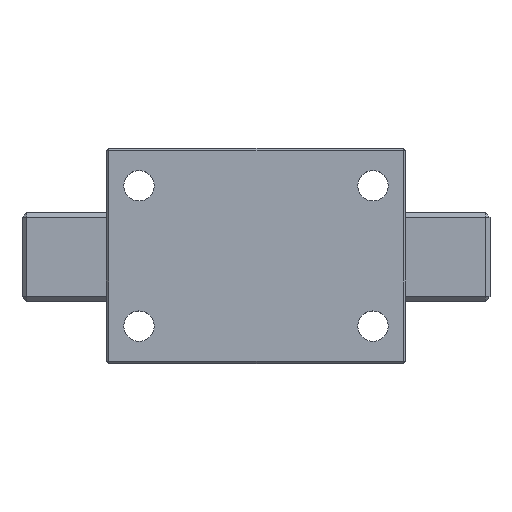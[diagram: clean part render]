
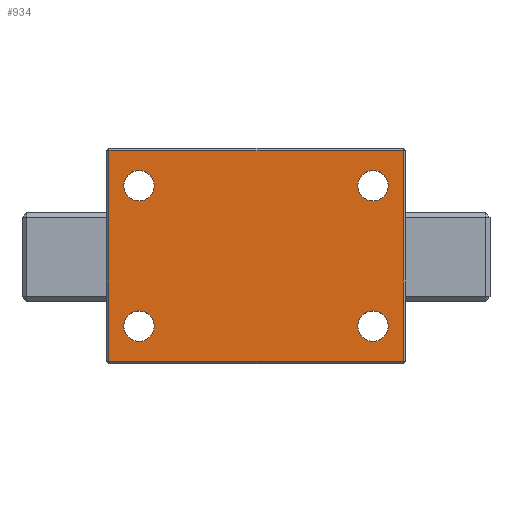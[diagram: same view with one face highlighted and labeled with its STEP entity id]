
A CAD part, top view. The second image highlights one B-rep face of the part: STEP entity #934.
In plain terms, the highlighted planar face has unit normal (0, 0, 1).
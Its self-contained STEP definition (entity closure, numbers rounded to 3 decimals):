
#88 = AXIS2_PLACEMENT_3D ( 'NONE', #10455, #5295, #109 ) ;
#109 = DIRECTION ( 'NONE',  ( 1., 0., 0. ) ) ;
#421 = EDGE_CURVE ( 'NONE', #10250, #6016, #4739, .T. ) ;
#492 = ORIENTED_EDGE ( 'NONE', *, *, #3616, .F. ) ;
#502 = CARTESIAN_POINT ( 'NONE',  ( 25., -15., 18. ) ) ;
#724 = CARTESIAN_POINT ( 'NONE',  ( -21.75, 15., 18. ) ) ;
#934 = ADVANCED_FACE ( 'NONE', ( #3704, #8294, #3426, #3978, #1137 ), #2461, .T. ) ;
#980 = VERTEX_POINT ( 'NONE', #2543 ) ;
#1034 = DIRECTION ( 'NONE',  ( 0., 1., 0. ) ) ;
#1137 = FACE_OUTER_BOUND ( 'NONE', #1783, .T. ) ;
#1297 = EDGE_CURVE ( 'NONE', #2062, #3286, #8145, .T. ) ;
#1340 = DIRECTION ( 'NONE',  ( 0., -1., 0. ) ) ;
#1347 = CARTESIAN_POINT ( 'NONE',  ( -31.5, -22.5, 18. ) ) ;
#1373 = DIRECTION ( 'NONE',  ( 1., 0., 0. ) ) ;
#1619 = VERTEX_POINT ( 'NONE', #8285 ) ;
#1682 = LINE ( 'NONE', #6501, #8565 ) ;
#1696 = ORIENTED_EDGE ( 'NONE', *, *, #2344, .T. ) ;
#1783 = EDGE_LOOP ( 'NONE', ( #1696, #7930, #6113, #7742 ) ) ;
#1807 = CARTESIAN_POINT ( 'NONE',  ( -25., -15., 18. ) ) ;
#1918 = AXIS2_PLACEMENT_3D ( 'NONE', #1807, #7841, #2666 ) ;
#2022 = VERTEX_POINT ( 'NONE', #4738 ) ;
#2062 = VERTEX_POINT ( 'NONE', #1347 ) ;
#2110 = CIRCLE ( 'NONE', #1918, 3.25 ) ;
#2222 = AXIS2_PLACEMENT_3D ( 'NONE', #502, #6539, #1373 ) ;
#2324 = CARTESIAN_POINT ( 'NONE',  ( 28.25, 15., 18. ) ) ;
#2344 = EDGE_CURVE ( 'NONE', #3286, #2022, #3755, .T. ) ;
#2461 = PLANE ( 'NONE',  #10084 ) ;
#2543 = CARTESIAN_POINT ( 'NONE',  ( -31.5, 22.5, 18. ) ) ;
#2579 = CARTESIAN_POINT ( 'NONE',  ( -28.25, -15., 18. ) ) ;
#2666 = DIRECTION ( 'NONE',  ( 1., 0., 0. ) ) ;
#2702 = CIRCLE ( 'NONE', #6175, 3.25 ) ;
#2804 = DIRECTION ( 'NONE',  ( 0., 0., 1. ) ) ;
#2820 = CIRCLE ( 'NONE', #88, 3.25 ) ;
#2926 = CARTESIAN_POINT ( 'NONE',  ( -25., -15., 18. ) ) ;
#2955 = VERTEX_POINT ( 'NONE', #2324 ) ;
#2969 = CARTESIAN_POINT ( 'NONE',  ( -21.75, -15., 18. ) ) ;
#2999 = CARTESIAN_POINT ( 'NONE',  ( 25., -15., 18. ) ) ;
#3099 = ORIENTED_EDGE ( 'NONE', *, *, #4519, .F. ) ;
#3129 = VERTEX_POINT ( 'NONE', #5209 ) ;
#3195 = CARTESIAN_POINT ( 'NONE',  ( -25., 15., 18. ) ) ;
#3286 = VERTEX_POINT ( 'NONE', #7989 ) ;
#3337 = DIRECTION ( 'NONE',  ( 0., 0., 1. ) ) ;
#3391 = EDGE_CURVE ( 'NONE', #4704, #9760, #2110, .T. ) ;
#3426 = FACE_BOUND ( 'NONE', #7993, .T. ) ;
#3546 = LINE ( 'NONE', #10620, #10428 ) ;
#3616 = EDGE_CURVE ( 'NONE', #6016, #10250, #6560, .T. ) ;
#3699 = VERTEX_POINT ( 'NONE', #724 ) ;
#3704 = FACE_BOUND ( 'NONE', #11061, .T. ) ;
#3755 = LINE ( 'NONE', #9666, #8066 ) ;
#3811 = DIRECTION ( 'NONE',  ( 1., 0., 0. ) ) ;
#3878 = DIRECTION ( 'NONE',  ( 1., 0., 0. ) ) ;
#3978 = FACE_BOUND ( 'NONE', #8017, .T. ) ;
#4058 = DIRECTION ( 'NONE',  ( 1., 0., 0. ) ) ;
#4082 = CIRCLE ( 'NONE', #10272, 3.25 ) ;
#4519 = EDGE_CURVE ( 'NONE', #3699, #3129, #4605, .T. ) ;
#4605 = CIRCLE ( 'NONE', #9849, 3.25 ) ;
#4616 = EDGE_CURVE ( 'NONE', #1619, #2955, #2702, .T. ) ;
#4704 = VERTEX_POINT ( 'NONE', #2579 ) ;
#4738 = CARTESIAN_POINT ( 'NONE',  ( 31.5, 22.5, 18. ) ) ;
#4739 = CIRCLE ( 'NONE', #2222, 3.25 ) ;
#4865 = ORIENTED_EDGE ( 'NONE', *, *, #8602, .F. ) ;
#5081 = DIRECTION ( 'NONE',  ( 0., 0., 1. ) ) ;
#5209 = CARTESIAN_POINT ( 'NONE',  ( -28.25, 15., 18. ) ) ;
#5295 = DIRECTION ( 'NONE',  ( 0., 0., 1. ) ) ;
#5454 = DIRECTION ( 'NONE',  ( -1., 0., 0. ) ) ;
#5555 = DIRECTION ( 'NONE',  ( 1., 0., 0. ) ) ;
#5718 = EDGE_CURVE ( 'NONE', #3129, #3699, #2820, .T. ) ;
#5816 = EDGE_LOOP ( 'NONE', ( #492, #11108 ) ) ;
#5855 = VECTOR ( 'NONE', #5555, 1000. ) ;
#6016 = VERTEX_POINT ( 'NONE', #7432 ) ;
#6113 = ORIENTED_EDGE ( 'NONE', *, *, #9815, .T. ) ;
#6175 = AXIS2_PLACEMENT_3D ( 'NONE', #10239, #5081, #11103 ) ;
#6333 = AXIS2_PLACEMENT_3D ( 'NONE', #2999, #9033, #3878 ) ;
#6425 = ORIENTED_EDGE ( 'NONE', *, *, #4616, .F. ) ;
#6478 = ORIENTED_EDGE ( 'NONE', *, *, #8250, .F. ) ;
#6501 = CARTESIAN_POINT ( 'NONE',  ( -31.5, -23., 18. ) ) ;
#6539 = DIRECTION ( 'NONE',  ( 0., 0., 1. ) ) ;
#6560 = CIRCLE ( 'NONE', #6333, 3.25 ) ;
#7432 = CARTESIAN_POINT ( 'NONE',  ( 28.25, -15., 18. ) ) ;
#7626 = ORIENTED_EDGE ( 'NONE', *, *, #3391, .F. ) ;
#7641 = CARTESIAN_POINT ( 'NONE',  ( 0., 0., 18. ) ) ;
#7742 = ORIENTED_EDGE ( 'NONE', *, *, #1297, .T. ) ;
#7841 = DIRECTION ( 'NONE',  ( 0., 0., 1. ) ) ;
#7930 = ORIENTED_EDGE ( 'NONE', *, *, #8648, .T. ) ;
#7979 = CARTESIAN_POINT ( 'NONE',  ( 25., 15., 18. ) ) ;
#7989 = CARTESIAN_POINT ( 'NONE',  ( 31.5, -22.5, 18. ) ) ;
#7993 = EDGE_LOOP ( 'NONE', ( #4865, #6425 ) ) ;
#8017 = EDGE_LOOP ( 'NONE', ( #3099, #11040 ) ) ;
#8066 = VECTOR ( 'NONE', #1034, 1000. ) ;
#8145 = LINE ( 'NONE', #8972, #5855 ) ;
#8250 = EDGE_CURVE ( 'NONE', #9760, #4704, #10289, .T. ) ;
#8285 = CARTESIAN_POINT ( 'NONE',  ( 21.75, 15., 18. ) ) ;
#8294 = FACE_BOUND ( 'NONE', #5816, .T. ) ;
#8565 = VECTOR ( 'NONE', #1340, 1000. ) ;
#8602 = EDGE_CURVE ( 'NONE', #2955, #1619, #4082, .T. ) ;
#8648 = EDGE_CURVE ( 'NONE', #2022, #980, #3546, .T. ) ;
#8842 = DIRECTION ( 'NONE',  ( 1., 0., 0. ) ) ;
#8965 = DIRECTION ( 'NONE',  ( 0., 0., 1. ) ) ;
#8972 = CARTESIAN_POINT ( 'NONE',  ( 32., -22.5, 18. ) ) ;
#9033 = DIRECTION ( 'NONE',  ( 0., 0., 1. ) ) ;
#9213 = DIRECTION ( 'NONE',  ( 0., 0., 1. ) ) ;
#9369 = DIRECTION ( 'NONE',  ( 1., 0., 0. ) ) ;
#9666 = CARTESIAN_POINT ( 'NONE',  ( 31.5, 23., 18. ) ) ;
#9760 = VERTEX_POINT ( 'NONE', #2969 ) ;
#9815 = EDGE_CURVE ( 'NONE', #980, #2062, #1682, .T. ) ;
#9849 = AXIS2_PLACEMENT_3D ( 'NONE', #3195, #9213, #4058 ) ;
#10084 = AXIS2_PLACEMENT_3D ( 'NONE', #7641, #3337, #9369 ) ;
#10239 = CARTESIAN_POINT ( 'NONE',  ( 25., 15., 18. ) ) ;
#10250 = VERTEX_POINT ( 'NONE', #10382 ) ;
#10272 = AXIS2_PLACEMENT_3D ( 'NONE', #7979, #2804, #8842 ) ;
#10289 = CIRCLE ( 'NONE', #10787, 3.25 ) ;
#10382 = CARTESIAN_POINT ( 'NONE',  ( 21.75, -15., 18. ) ) ;
#10428 = VECTOR ( 'NONE', #5454, 1000. ) ;
#10455 = CARTESIAN_POINT ( 'NONE',  ( -25., 15., 18. ) ) ;
#10620 = CARTESIAN_POINT ( 'NONE',  ( -32., 22.5, 18. ) ) ;
#10787 = AXIS2_PLACEMENT_3D ( 'NONE', #2926, #8965, #3811 ) ;
#11040 = ORIENTED_EDGE ( 'NONE', *, *, #5718, .F. ) ;
#11061 = EDGE_LOOP ( 'NONE', ( #6478, #7626 ) ) ;
#11103 = DIRECTION ( 'NONE',  ( 1., 0., 0. ) ) ;
#11108 = ORIENTED_EDGE ( 'NONE', *, *, #421, .F. ) ;
